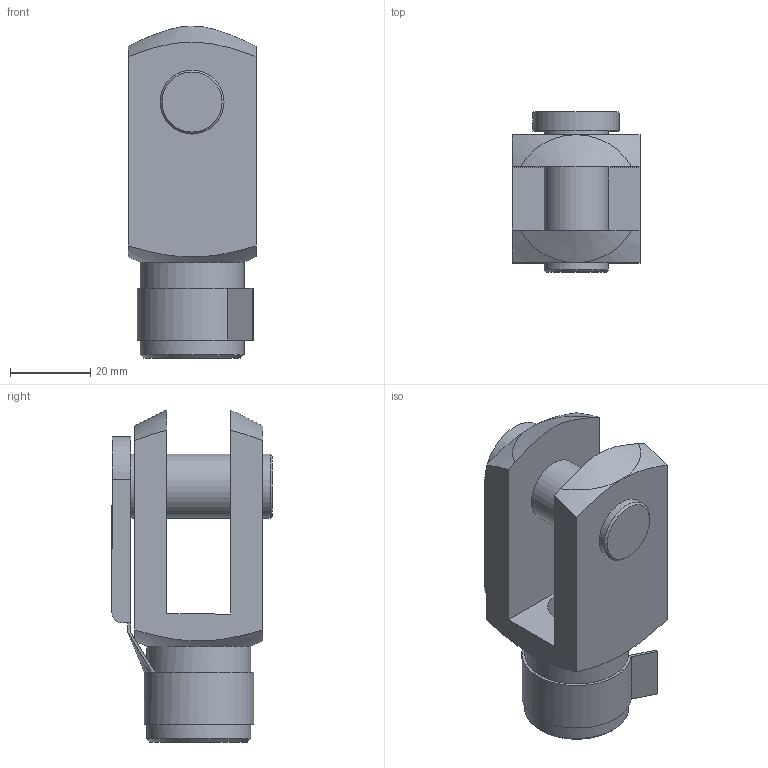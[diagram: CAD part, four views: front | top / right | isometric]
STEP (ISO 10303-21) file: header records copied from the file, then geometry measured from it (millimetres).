
FILE_DESCRIPTION(/* description */ (''),/* implementation_level */ '2;1');
FILE_NAME(/* name */ 'CAD_9191.stp',/* time_stamp */ '2016-06-03T11:55:29+02:00',/* author */ ('Hypex'),/* organization */ ('Hypex'),/* preprocessor_version */ 'ST-DEVELOPER v16.1',/* originating_system */ 'Autodesk Inventor 2016',/* authorisation */ '');
FILE_SCHEMA (('AUTOMOTIVE_DESIGN { 1 0 10303 214 3 1 1 }'));
Length unit declared in the file: millimetre
Products named in the file (1): CAD_9191
Bounding box: 32 x 40 x 83 mm (x, y, z)
Volume: 45121 mm3; surface area: 17317.6 mm2
Topology: 1 solids, 1 shells, 53 faces, 141 edges, 93 vertices
Faces by surface type: plane 30, cylinder 10, cone 10, bspline 3
Full cylindrical faces by diameter (mm): 14.376 x1, 16 x3, 26 x1
Entity records: 1705 total; most frequent: CARTESIAN_POINT 384, ORIENTED_EDGE 256, DIRECTION 243, EDGE_CURVE 128, VERTEX_POINT 89, AXIS2_PLACEMENT_3D 87, EDGE_LOOP 71, LINE 69
